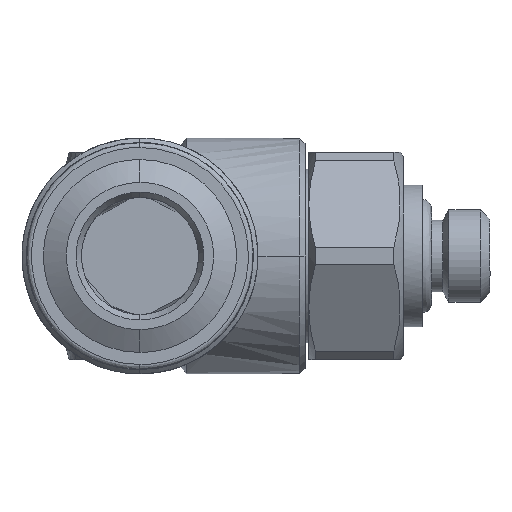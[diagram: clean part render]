
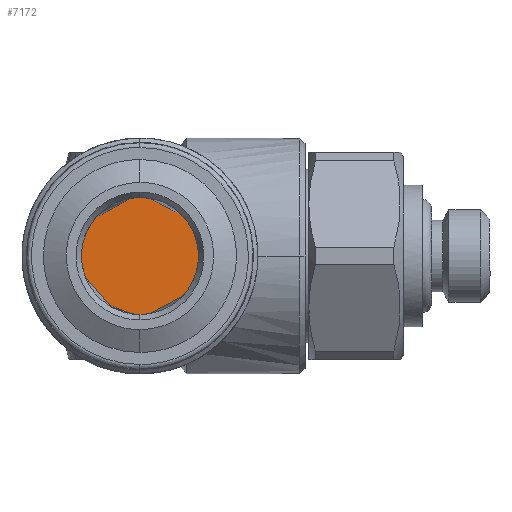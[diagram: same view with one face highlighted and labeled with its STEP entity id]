
A CAD part, left-side view. The second image highlights one B-rep face of the part: STEP entity #7172.
In plain terms, the highlighted free-form (B-spline) face has degree [1, 1] with [2, 2] control points.
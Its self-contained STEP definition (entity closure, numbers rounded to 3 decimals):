
#9 = CARTESIAN_POINT ( 'NONE',  ( -21.528, -44.574, 33.662 ) ) ;
#17 = CARTESIAN_POINT ( 'NONE',  ( -21.528, -51.874, 32.868 ) ) ;
#31 = ORIENTED_EDGE ( 'NONE', *, *, #8176, .F. ) ;
#70 = VERTEX_POINT ( 'NONE', #8413 ) ;
#180 = VERTEX_POINT ( 'NONE', #7418 ) ;
#277 = CARTESIAN_POINT ( 'NONE',  ( -21.528, -55.473, 32.738 ) ) ;
#338 = ORIENTED_EDGE ( 'NONE', *, *, #2849, .F. ) ;
#479 = CARTESIAN_POINT ( 'NONE',  ( -21.528, -51.874, 32.868 ) ) ;
#559 = CARTESIAN_POINT ( 'NONE',  ( -21.528, -50.874, 33.777 ) ) ;
#572 = B_SPLINE_CURVE_WITH_KNOTS ( 'NONE', 1,
 ( #6374, #7106 ),
 .UNSPECIFIED., .F., .F.,
 ( 2, 2 ),
 ( 0., 1. ),
 .UNSPECIFIED. ) ;
#645 = CARTESIAN_POINT ( 'NONE',  ( -21.528, -44.574, 40.011 ) ) ;
#701 =( BOUNDED_CURVE ( )  B_SPLINE_CURVE ( 3, ( #6781, #8804, #7617, #4850 ),
 .UNSPECIFIED., .F., .T. ) 
 B_SPLINE_CURVE_WITH_KNOTS ( ( 4, 4 ),
 ( -2.818, 0. ),
 .UNSPECIFIED. ) 
 CURVE ( )  GEOMETRIC_REPRESENTATION_ITEM ( )  RATIONAL_B_SPLINE_CURVE ( ( 1., 0.441, 0.441, 1. ) ) 
 REPRESENTATION_ITEM ( '' )  );
#812 = VERTEX_POINT ( 'NONE', #4739 ) ;
#975 =( BOUNDED_CURVE ( )  B_SPLINE_CURVE ( 3, ( #8649, #7938, #2543, #6656, #7385, #7352, #3156 ),
 .UNSPECIFIED., .F., .T. ) 
 B_SPLINE_CURVE_WITH_KNOTS ( ( 4, 3, 4 ),
 ( -3.142, -1.571, 0. ),
 .UNSPECIFIED. ) 
 CURVE ( )  GEOMETRIC_REPRESENTATION_ITEM ( )  RATIONAL_B_SPLINE_CURVE ( ( 1., 0.805, 0.805, 1., 0.805, 0.805, 1. ) ) 
 REPRESENTATION_ITEM ( '' )  );
#982 = VERTEX_POINT ( 'NONE', #3218 ) ;
#1194 = VERTEX_POINT ( 'NONE', #479 ) ;
#1462 = EDGE_LOOP ( 'NONE', ( #3487, #5921 ) ) ;
#1531 = B_SPLINE_CURVE_WITH_KNOTS ( 'NONE', 1,
 ( #5676, #8416 ),
 .UNSPECIFIED., .F., .F.,
 ( 2, 2 ),
 ( 0., 1. ),
 .UNSPECIFIED. ) ;
#1546 = CARTESIAN_POINT ( 'NONE',  ( -21.528, -51.874, 33.777 ) ) ;
#1594 = CARTESIAN_POINT ( 'NONE',  ( -21.528, -51.374, 32.787 ) ) ;
#1752 =( BOUNDED_CURVE ( )  B_SPLINE_CURVE ( 3, ( #3643, #6389, #5731, #2279 ),
 .UNSPECIFIED., .F., .F. ) 
 B_SPLINE_CURVE_WITH_KNOTS ( ( 4, 4 ),
 ( -3.142, 0. ),
 .UNSPECIFIED. ) 
 CURVE ( )  GEOMETRIC_REPRESENTATION_ITEM ( )  RATIONAL_B_SPLINE_CURVE ( ( 1., 0.333, 0.333, 1. ) ) 
 REPRESENTATION_ITEM ( '' )  );
#1846 = CARTESIAN_POINT ( 'NONE',  ( -21.528, -51.374, 40.887 ) ) ;
#2011 = ORIENTED_EDGE ( 'NONE', *, *, #6859, .F. ) ;
#2279 = CARTESIAN_POINT ( 'NONE',  ( -21.528, -51.374, 32.787 ) ) ;
#2286 = CARTESIAN_POINT ( 'NONE',  ( -21.528, -58.174, 40.011 ) ) ;
#2303 = CARTESIAN_POINT ( 'NONE',  ( -21.528, -47.276, 40.935 ) ) ;
#2312 = VERTEX_POINT ( 'NONE', #1594 ) ;
#2433 = CARTESIAN_POINT ( 'NONE',  ( -21.528, -50.874, 39.896 ) ) ;
#2469 =( BOUNDED_CURVE ( )  B_SPLINE_CURVE ( 3, ( #5084, #3764, #2286, #8509 ),
 .UNSPECIFIED., .F., .T. ) 
 B_SPLINE_CURVE_WITH_KNOTS ( ( 4, 4 ),
 ( -2.891, 0. ),
 .UNSPECIFIED. ) 
 CURVE ( )  GEOMETRIC_REPRESENTATION_ITEM ( )  RATIONAL_B_SPLINE_CURVE ( ( 1., 0.417, 0.417, 1. ) ) 
 REPRESENTATION_ITEM ( '' )  );
#2512 = EDGE_CURVE ( 'NONE', #812, #6731, #4663, .T. ) ;
#2543 = CARTESIAN_POINT ( 'NONE',  ( -21.528, -47.324, 34.464 ) ) ;
#2661 = CARTESIAN_POINT ( 'NONE',  ( -21.528, -50.874, 32.868 ) ) ;
#2704 = ORIENTED_EDGE ( 'NONE', *, *, #3214, .F. ) ;
#2849 = EDGE_CURVE ( 'NONE', #6524, #1194, #8796, .T. ) ;
#3042 = EDGE_CURVE ( 'NONE', #6905, #70, #8129, .T. ) ;
#3116 = B_SPLINE_SURFACE_WITH_KNOTS ( 'NONE', 1, 1, ( 
 ( #7755, #2303 ),
 ( #277, #6471 ) ),
 .UNSPECIFIED., .F., .F., .F.,
 ( 2, 2 ),
 ( 2, 2 ),
 ( 0., 1. ),
 ( 0., 1. ),
 .UNSPECIFIED. ) ;
#3156 = CARTESIAN_POINT ( 'NONE',  ( -21.528, -51.374, 40.887 ) ) ;
#3214 = EDGE_CURVE ( 'NONE', #982, #6524, #701, .T. ) ;
#3218 = CARTESIAN_POINT ( 'NONE',  ( -21.528, -51.874, 39.896 ) ) ;
#3479 = EDGE_CURVE ( 'NONE', #2312, #8717, #975, .T. ) ;
#3487 = ORIENTED_EDGE ( 'NONE', *, *, #5886, .F. ) ;
#3643 = CARTESIAN_POINT ( 'NONE',  ( -21.528, -51.374, 40.887 ) ) ;
#3764 = CARTESIAN_POINT ( 'NONE',  ( -21.528, -58.174, 33.662 ) ) ;
#3819 = CARTESIAN_POINT ( 'NONE',  ( -21.528, -46.309, 39.15 ) ) ;
#3837 = FACE_BOUND ( 'NONE', #4291, .T. ) ;
#4049 = ORIENTED_EDGE ( 'NONE', *, *, #3042, .F. ) ;
#4088 = EDGE_CURVE ( 'NONE', #1194, #180, #2469, .T. ) ;
#4219 = CARTESIAN_POINT ( 'NONE',  ( -21.528, -50.874, 40.805 ) ) ;
#4291 = EDGE_LOOP ( 'NONE', ( #4049, #2011, #6569, #31 ) ) ;
#4492 = CARTESIAN_POINT ( 'NONE',  ( -21.528, -46.309, 34.523 ) ) ;
#4663 =( BOUNDED_CURVE ( )  B_SPLINE_CURVE ( 3, ( #4219, #645, #9, #5496 ),
 .UNSPECIFIED., .F., .T. ) 
 B_SPLINE_CURVE_WITH_KNOTS ( ( 4, 4 ),
 ( -2.891, 0. ),
 .UNSPECIFIED. ) 
 CURVE ( )  GEOMETRIC_REPRESENTATION_ITEM ( )  RATIONAL_B_SPLINE_CURVE ( ( 1., 0.417, 0.417, 1. ) ) 
 REPRESENTATION_ITEM ( '' )  );
#4739 = CARTESIAN_POINT ( 'NONE',  ( -21.528, -50.874, 40.805 ) ) ;
#4850 = CARTESIAN_POINT ( 'NONE',  ( -21.528, -51.874, 33.777 ) ) ;
#5039 = CARTESIAN_POINT ( 'NONE',  ( -21.528, -51.874, 33.777 ) ) ;
#5084 = CARTESIAN_POINT ( 'NONE',  ( -21.528, -51.874, 32.868 ) ) ;
#5496 = CARTESIAN_POINT ( 'NONE',  ( -21.528, -50.874, 32.868 ) ) ;
#5594 = EDGE_CURVE ( 'NONE', #180, #982, #1531, .T. ) ;
#5676 = CARTESIAN_POINT ( 'NONE',  ( -21.528, -51.874, 40.805 ) ) ;
#5731 = CARTESIAN_POINT ( 'NONE',  ( -21.528, -59.474, 32.787 ) ) ;
#5886 = EDGE_CURVE ( 'NONE', #8717, #2312, #1752, .T. ) ;
#5921 = ORIENTED_EDGE ( 'NONE', *, *, #3479, .F. ) ;
#6374 = CARTESIAN_POINT ( 'NONE',  ( -21.528, -50.874, 39.896 ) ) ;
#6389 = CARTESIAN_POINT ( 'NONE',  ( -21.528, -59.474, 40.887 ) ) ;
#6471 = CARTESIAN_POINT ( 'NONE',  ( -21.528, -47.276, 32.738 ) ) ;
#6524 = VERTEX_POINT ( 'NONE', #1546 ) ;
#6569 = ORIENTED_EDGE ( 'NONE', *, *, #2512, .F. ) ;
#6656 = CARTESIAN_POINT ( 'NONE',  ( -21.528, -47.324, 36.837 ) ) ;
#6731 = VERTEX_POINT ( 'NONE', #2661 ) ;
#6781 = CARTESIAN_POINT ( 'NONE',  ( -21.528, -51.874, 39.896 ) ) ;
#6859 = EDGE_CURVE ( 'NONE', #6731, #6905, #7354, .T. ) ;
#6905 = VERTEX_POINT ( 'NONE', #8150 ) ;
#7106 = CARTESIAN_POINT ( 'NONE',  ( -21.528, -50.874, 40.805 ) ) ;
#7172 = ADVANCED_FACE ( 'NONE', ( #8646, #3837, #7392 ), #3116, .F. ) ;
#7268 = CARTESIAN_POINT ( 'NONE',  ( -21.528, -50.874, 33.777 ) ) ;
#7352 = CARTESIAN_POINT ( 'NONE',  ( -21.528, -49.002, 40.887 ) ) ;
#7354 = B_SPLINE_CURVE_WITH_KNOTS ( 'NONE', 1,
 ( #8040, #559 ),
 .UNSPECIFIED., .F., .F.,
 ( 2, 2 ),
 ( 0., 1. ),
 .UNSPECIFIED. ) ;
#7385 = CARTESIAN_POINT ( 'NONE',  ( -21.528, -47.324, 39.209 ) ) ;
#7392 = FACE_OUTER_BOUND ( 'NONE', #1462, .T. ) ;
#7418 = CARTESIAN_POINT ( 'NONE',  ( -21.528, -51.874, 40.805 ) ) ;
#7617 = CARTESIAN_POINT ( 'NONE',  ( -21.528, -56.44, 34.523 ) ) ;
#7709 = ORIENTED_EDGE ( 'NONE', *, *, #4088, .F. ) ;
#7755 = CARTESIAN_POINT ( 'NONE',  ( -21.528, -55.473, 40.935 ) ) ;
#7938 = CARTESIAN_POINT ( 'NONE',  ( -21.528, -49.002, 32.787 ) ) ;
#8019 = ORIENTED_EDGE ( 'NONE', *, *, #5594, .F. ) ;
#8040 = CARTESIAN_POINT ( 'NONE',  ( -21.528, -50.874, 32.868 ) ) ;
#8129 =( BOUNDED_CURVE ( )  B_SPLINE_CURVE ( 3, ( #7268, #4492, #3819, #2433 ),
 .UNSPECIFIED., .F., .T. ) 
 B_SPLINE_CURVE_WITH_KNOTS ( ( 4, 4 ),
 ( -2.818, 0. ),
 .UNSPECIFIED. ) 
 CURVE ( )  GEOMETRIC_REPRESENTATION_ITEM ( )  RATIONAL_B_SPLINE_CURVE ( ( 1., 0.441, 0.441, 1. ) ) 
 REPRESENTATION_ITEM ( '' )  );
#8150 = CARTESIAN_POINT ( 'NONE',  ( -21.528, -50.874, 33.777 ) ) ;
#8176 = EDGE_CURVE ( 'NONE', #70, #812, #572, .T. ) ;
#8185 = EDGE_LOOP ( 'NONE', ( #7709, #338, #2704, #8019 ) ) ;
#8413 = CARTESIAN_POINT ( 'NONE',  ( -21.528, -50.874, 39.896 ) ) ;
#8416 = CARTESIAN_POINT ( 'NONE',  ( -21.528, -51.874, 39.896 ) ) ;
#8509 = CARTESIAN_POINT ( 'NONE',  ( -21.528, -51.874, 40.805 ) ) ;
#8646 = FACE_BOUND ( 'NONE', #8185, .T. ) ;
#8649 = CARTESIAN_POINT ( 'NONE',  ( -21.528, -51.374, 32.787 ) ) ;
#8717 = VERTEX_POINT ( 'NONE', #1846 ) ;
#8796 = B_SPLINE_CURVE_WITH_KNOTS ( 'NONE', 1,
 ( #5039, #17 ),
 .UNSPECIFIED., .F., .F.,
 ( 2, 2 ),
 ( 0., 1. ),
 .UNSPECIFIED. ) ;
#8804 = CARTESIAN_POINT ( 'NONE',  ( -21.528, -56.44, 39.15 ) ) ;
